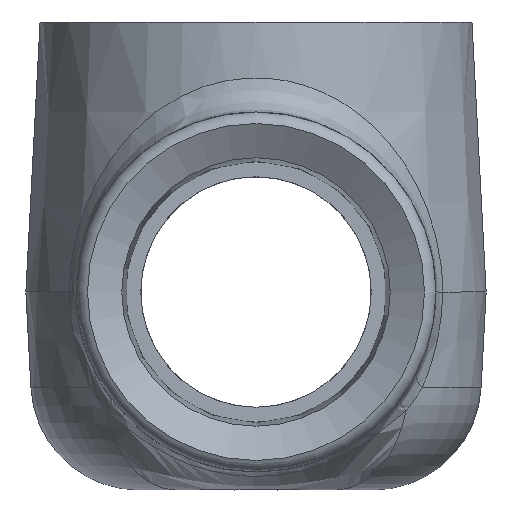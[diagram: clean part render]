
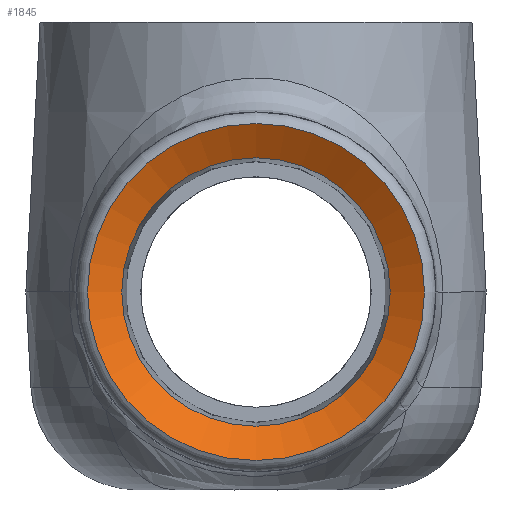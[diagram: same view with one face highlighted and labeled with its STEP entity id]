
A CAD part, left-side view. The second image highlights one B-rep face of the part: STEP entity #1845.
In plain terms, the highlighted conical face has half-angle 60 degrees and reference radius 14.859 mm.
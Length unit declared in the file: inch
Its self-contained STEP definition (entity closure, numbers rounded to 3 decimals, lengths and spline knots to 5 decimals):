
#98=CONICAL_SURFACE('',#2068,0.585,1.047);
#124=FACE_BOUND('',#323,.T.);
#181=FACE_OUTER_BOUND('',#322,.T.);
#322=EDGE_LOOP('',(#1487));
#323=EDGE_LOOP('',(#1488));
#676=CIRCLE('',#2061,0.466);
#680=CIRCLE('',#2069,0.585);
#904=VERTEX_POINT('',#4699);
#908=VERTEX_POINT('',#4711);
#1114=EDGE_CURVE('',#904,#904,#676,.T.);
#1118=EDGE_CURVE('',#908,#908,#680,.F.);
#1487=ORIENTED_EDGE('',*,*,#1114,.F.);
#1488=ORIENTED_EDGE('',*,*,#1118,.F.);
#1845=ADVANCED_FACE('',(#181,#124),#98,.F.);
#2061=AXIS2_PLACEMENT_3D('',#4700,#2477,#2478);
#2068=AXIS2_PLACEMENT_3D('',#4710,#2491,#2492);
#2069=AXIS2_PLACEMENT_3D('',#4712,#2493,#2494);
#2477=DIRECTION('center_axis',(-1.,0.,0.));
#2478=DIRECTION('ref_axis',(0.,0.,1.));
#2491=DIRECTION('center_axis',(-1.,0.,0.));
#2492=DIRECTION('ref_axis',(0.,0.,1.));
#2493=DIRECTION('center_axis',(-1.,0.,0.));
#2494=DIRECTION('ref_axis',(0.,0.,1.));
#4699=CARTESIAN_POINT('',(-2.77505,0.,1.1535));
#4700=CARTESIAN_POINT('Origin',(-2.77505,0.,0.6875));
#4710=CARTESIAN_POINT('Origin',(-2.84375,0.,0.6875));
#4711=CARTESIAN_POINT('',(-2.84375,0.,1.2725));
#4712=CARTESIAN_POINT('Origin',(-2.84375,0.,0.6875));
